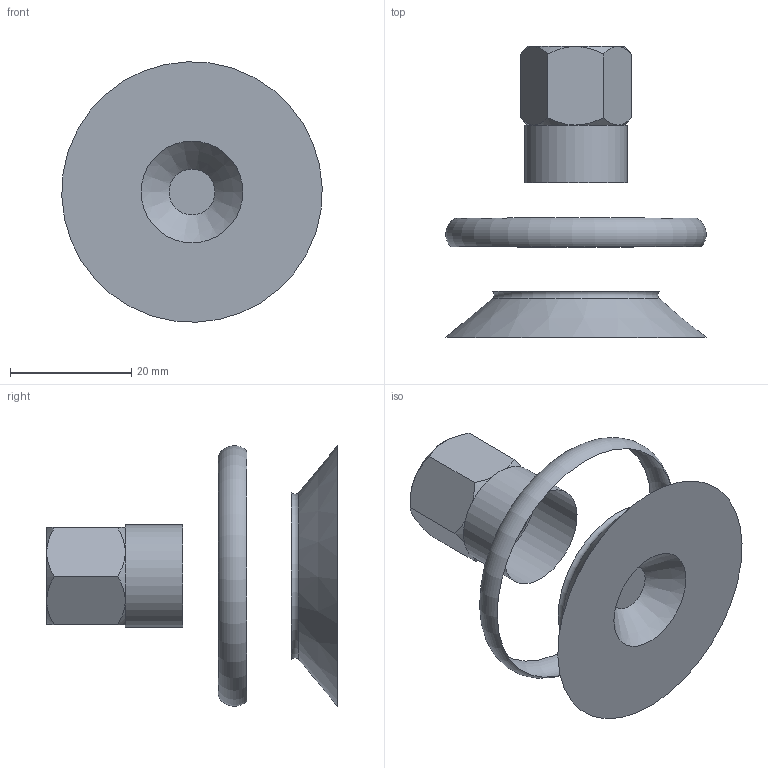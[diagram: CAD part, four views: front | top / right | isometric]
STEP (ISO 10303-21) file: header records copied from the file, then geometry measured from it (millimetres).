
FILE_DESCRIPTION(/* description */ (''),/* implementation_level */ '2;1');
FILE_NAME(/* name */ 'vf43nat_rac16r1-4h.stp',/* time_stamp */ '2024-05-17T13:17:26+02:00',/* author */ ('enginyeria3'),/* organization */ (''),/* preprocessor_version */ 'ST-DEVELOPER v20',/* originating_system */ 'Autodesk Inventor 2024',/* authorisation */ '');
FILE_SCHEMA (('AUTOMOTIVE_DESIGN { 1 0 10303 214 3 1 1 }'));
Length unit declared in the file: millimetre
Products named in the file (1): Pieza37
Bounding box: 42.98 x 48 x 42.98 mm (x, y, z)
Volume: 27982.9 mm3; surface area: 7499.6 mm2
Topology: 1 solids, 1 shells, 22 faces, 48 edges, 31 vertices
Faces by surface type: plane 11, cone 7, cylinder 2, torus 2
Full cylindrical faces by diameter (mm): 11.445 x1, 17 x1
Entity records: 680 total; most frequent: CARTESIAN_POINT 126, DIRECTION 103, ORIENTED_EDGE 96, EDGE_CURVE 48, AXIS2_PLACEMENT_3D 44, VERTEX_POINT 31, EDGE_LOOP 25, STYLED_ITEM 23
